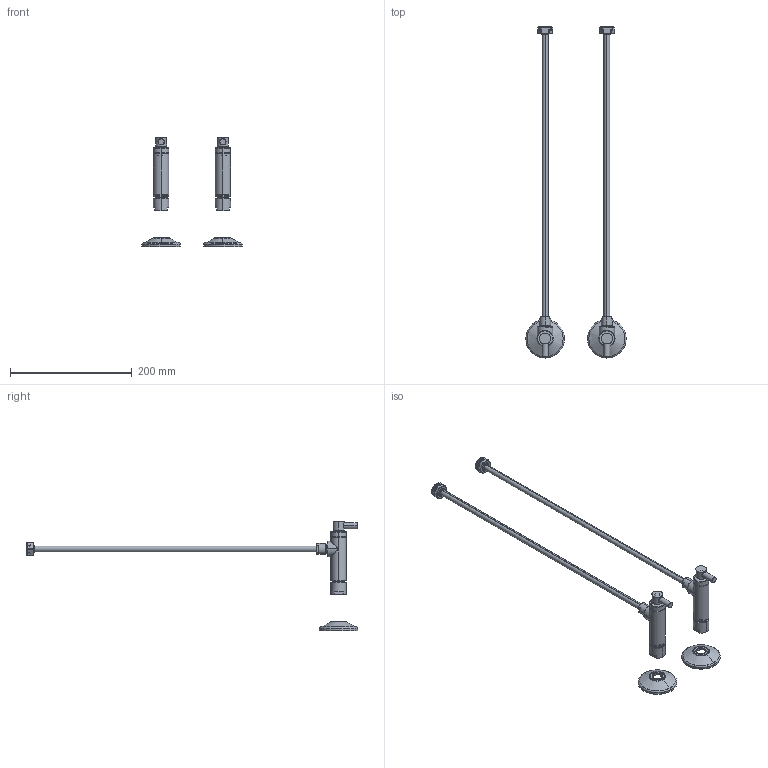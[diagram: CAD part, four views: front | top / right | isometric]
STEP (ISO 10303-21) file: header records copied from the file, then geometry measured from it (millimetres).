
FILE_DESCRIPTION((''),'2;1');
FILE_NAME('493-1','2021-06-17T23:41:07',('NSantos'),(''),'CREO PARAMETRIC BY PTC INC, 2018500','CREO PARAMETRIC BY PTC INC, 2018500','');
FILE_SCHEMA(('CONFIG_CONTROL_DESIGN'));
Length unit declared in the file: inch
Products named in the file (1): 493-1
Bounding box: 165.1 x 546.04 x 179.43 mm (x, y, z)
Volume: 90941 mm3; surface area: 278521.2 mm2
Topology: 12 solids, 55 shells, 1830 faces, 4722 edges, 2988 vertices
Faces by surface type: cylinder 874, plane 510, bspline 234, torus 104, cone 100, sphere 8
Entity records: 92802 total; most frequent: CARTESIAN_POINT 51545, ORIENTED_EDGE 8822, DIRECTION 7710, EDGE_CURVE 4710, AXIS2_PLACEMENT_3D 3083, VERTEX_POINT 2988, EDGE_LOOP 1986, FACE_OUTER_BOUND 1830
